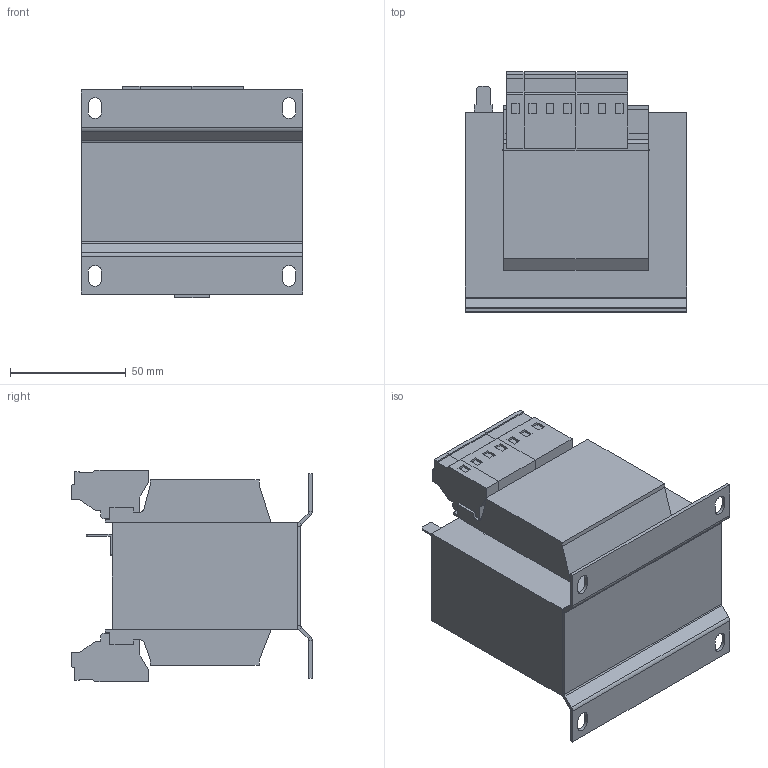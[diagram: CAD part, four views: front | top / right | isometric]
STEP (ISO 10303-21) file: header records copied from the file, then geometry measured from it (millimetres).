
FILE_DESCRIPTION (( 'STEP AP214' ), '1' );
FILE_NAME ('204958.STEP', '2020-05-29T04:54:06', ( '' ), ( '' ), 'SwSTEP 2.0', 'SolidWorks 2018', '' );
FILE_SCHEMA (( 'AUTOMOTIVE_DESIGN' ));
Length unit declared in the file: millimetre
Products named in the file (1): 204958
Bounding box: 96 x 104 x 91.6 mm (x, y, z)
Volume: 520421.7 mm3; surface area: 58026.5 mm2
Topology: 1 solids, 1 shells, 259 faces, 648 edges, 412 vertices
Faces by surface type: plane 223, cylinder 36
Entity records: 7604 total; most frequent: CARTESIAN_POINT 1320, ORIENTED_EDGE 1296, DIRECTION 1240, EDGE_CURVE 648, LINE 576, VECTOR 576, VERTEX_POINT 412, AXIS2_PLACEMENT_3D 332
